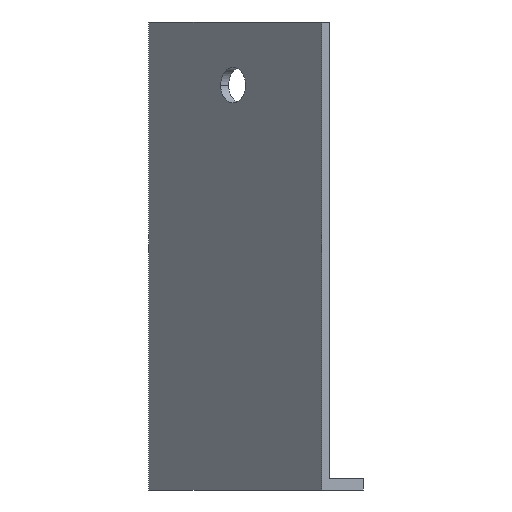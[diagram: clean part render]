
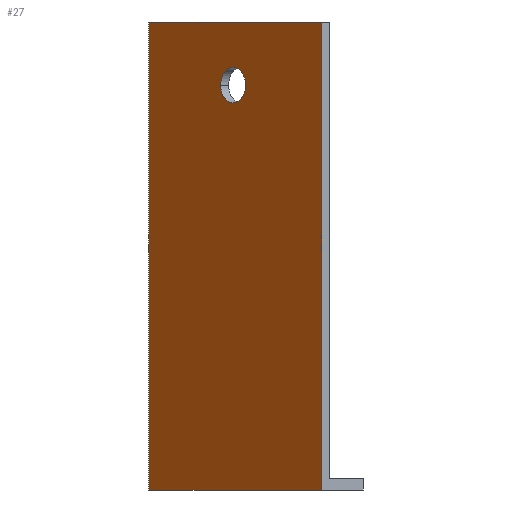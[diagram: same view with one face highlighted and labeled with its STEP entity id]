
A CAD part, left-side view. The second image highlights one B-rep face of the part: STEP entity #27.
In plain terms, the highlighted planar face has unit normal (-0.707, 0.707, 0).
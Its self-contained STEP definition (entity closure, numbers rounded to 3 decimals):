
#1 = DIRECTION ( 'NONE',  ( 0., 0., -1. ) ) ;
#6 = PLANE ( 'NONE',  #149 ) ;
#25 = DIRECTION ( 'NONE',  ( 0., 0., -1. ) ) ;
#27 = ADVANCED_FACE ( 'NONE', ( #348, #274 ), #6, .F. ) ;
#29 = DIRECTION ( 'NONE',  ( 0.707, -0.707, 0. ) ) ;
#32 = EDGE_CURVE ( 'NONE', #383, #276, #332, .T. ) ;
#44 = EDGE_CURVE ( 'NONE', #300, #276, #292, .T. ) ;
#60 = EDGE_LOOP ( 'NONE', ( #215, #251, #391, #146 ) ) ;
#92 = CARTESIAN_POINT ( 'NONE',  ( 0., 5.883, 41. ) ) ;
#95 = DIRECTION ( 'NONE',  ( 0.707, -0.707, 0. ) ) ;
#102 = DIRECTION ( 'NONE',  ( 0.707, 0.707, 0. ) ) ;
#104 = DIRECTION ( 'NONE',  ( -0.707, -0.707, 0. ) ) ;
#109 = CARTESIAN_POINT ( 'NONE',  ( -7.382, -1.499, 35.458 ) ) ;
#110 = ORIENTED_EDGE ( 'NONE', *, *, #389, .T. ) ;
#116 = VECTOR ( 'NONE', #104, 1000. ) ;
#127 = AXIS2_PLACEMENT_3D ( 'NONE', #109, #29, #260 ) ;
#145 = CARTESIAN_POINT ( 'NONE',  ( -8.478, -2.595, 35.458 ) ) ;
#146 = ORIENTED_EDGE ( 'NONE', *, *, #384, .T. ) ;
#148 = LINE ( 'NONE', #220, #296 ) ;
#149 = AXIS2_PLACEMENT_3D ( 'NONE', #448, #95, #490 ) ;
#152 = AXIS2_PLACEMENT_3D ( 'NONE', #328, #440, #102 ) ;
#170 = CIRCLE ( 'NONE', #152, 1.55 ) ;
#208 = ORIENTED_EDGE ( 'NONE', *, *, #273, .T. ) ;
#211 = CARTESIAN_POINT ( 'NONE',  ( 0., 5.883, 0. ) ) ;
#215 = ORIENTED_EDGE ( 'NONE', *, *, #44, .T. ) ;
#220 = CARTESIAN_POINT ( 'NONE',  ( 0., 5.883, 1. ) ) ;
#232 = VERTEX_POINT ( 'NONE', #484 ) ;
#251 = ORIENTED_EDGE ( 'NONE', *, *, #32, .F. ) ;
#255 = CARTESIAN_POINT ( 'NONE',  ( -15.132, -9.249, 41. ) ) ;
#260 = DIRECTION ( 'NONE',  ( 0.707, 0.707, 0. ) ) ;
#273 = EDGE_CURVE ( 'NONE', #287, #232, #170, .T. ) ;
#274 = FACE_OUTER_BOUND ( 'NONE', #60, .T. ) ;
#276 = VERTEX_POINT ( 'NONE', #491 ) ;
#287 = VERTEX_POINT ( 'NONE', #145 ) ;
#291 = VERTEX_POINT ( 'NONE', #92 ) ;
#292 = LINE ( 'NONE', #453, #116 ) ;
#296 = VECTOR ( 'NONE', #1, 1000. ) ;
#297 = LINE ( 'NONE', #333, #431 ) ;
#300 = VERTEX_POINT ( 'NONE', #211 ) ;
#301 = DIRECTION ( 'NONE',  ( -0.707, -0.707, 0. ) ) ;
#326 = VECTOR ( 'NONE', #25, 1000. ) ;
#328 = CARTESIAN_POINT ( 'NONE',  ( -7.382, -1.499, 35.458 ) ) ;
#332 = LINE ( 'NONE', #404, #326 ) ;
#333 = CARTESIAN_POINT ( 'NONE',  ( -15.132, -9.249, 41. ) ) ;
#348 = FACE_BOUND ( 'NONE', #489, .T. ) ;
#364 = CIRCLE ( 'NONE', #127, 1.55 ) ;
#383 = VERTEX_POINT ( 'NONE', #255 ) ;
#384 = EDGE_CURVE ( 'NONE', #291, #300, #148, .T. ) ;
#389 = EDGE_CURVE ( 'NONE', #232, #287, #364, .T. ) ;
#391 = ORIENTED_EDGE ( 'NONE', *, *, #421, .F. ) ;
#404 = CARTESIAN_POINT ( 'NONE',  ( -15.132, -9.249, 1. ) ) ;
#421 = EDGE_CURVE ( 'NONE', #291, #383, #297, .T. ) ;
#431 = VECTOR ( 'NONE', #301, 1000. ) ;
#440 = DIRECTION ( 'NONE',  ( 0.707, -0.707, 0. ) ) ;
#448 = CARTESIAN_POINT ( 'NONE',  ( -15.132, -9.249, 1. ) ) ;
#453 = CARTESIAN_POINT ( 'NONE',  ( -15.132, -9.249, 0. ) ) ;
#484 = CARTESIAN_POINT ( 'NONE',  ( -6.286, -0.403, 35.458 ) ) ;
#489 = EDGE_LOOP ( 'NONE', ( #208, #110 ) ) ;
#490 = DIRECTION ( 'NONE',  ( 0.707, 0.707, 0. ) ) ;
#491 = CARTESIAN_POINT ( 'NONE',  ( -15.132, -9.249, 0. ) ) ;
